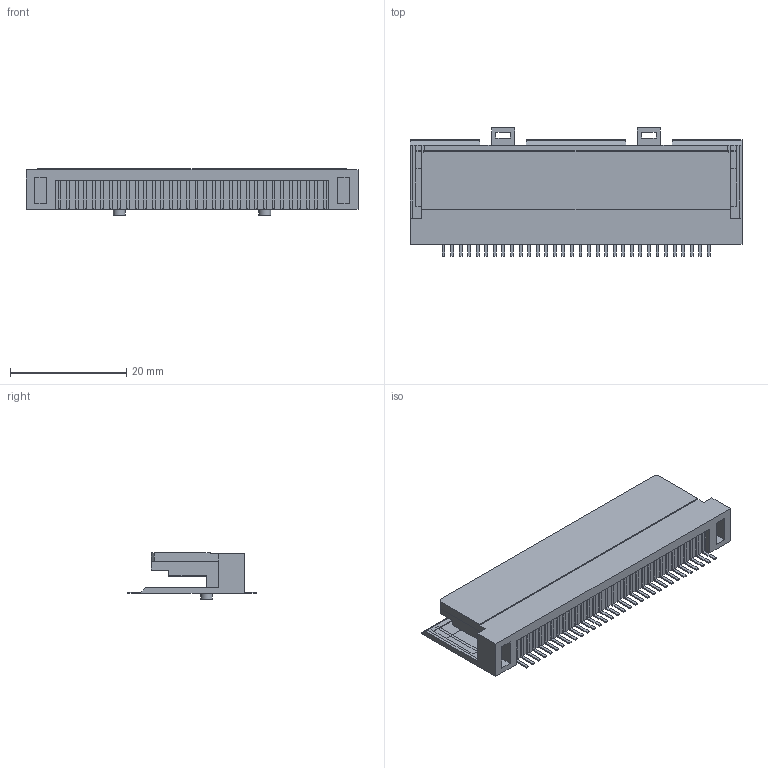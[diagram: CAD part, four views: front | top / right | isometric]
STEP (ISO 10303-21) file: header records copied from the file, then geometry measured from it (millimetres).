
FILE_DESCRIPTION(('FreeCAD Model'),'2;1');
FILE_NAME('GB_GBC_1x32.step','2020-06-08T21:15:43',( 'Author'),(''),'Open CASCADE STEP processor 7.3','FreeCAD','Unknown' );
FILE_SCHEMA(('AUTOMOTIVE_DESIGN { 1 0 10303 214 1 1 1 1 }'));
Length unit declared in the file: millimetre
Products named in the file (1): Group036
Bounding box: 57 x 22 x 8 mm (x, y, z)
Volume: 4643.1 mm3; surface area: 4474.7 mm2
Topology: 1 solids, 1 shells, 879 faces, 2211 edges, 1338 vertices
Faces by surface type: plane 877, cylinder 2
Full cylindrical faces by diameter (mm): 2 x2
Entity records: 58906 total; most frequent: CARTESIAN_POINT 10067, DIRECTION 7181, LINE 5409, VECTOR 5409, ORIENTED_EDGE 4422, PCURVE 4422, DEFINITIONAL_REPRESENTATION 4422, EDGE_CURVE 2211
